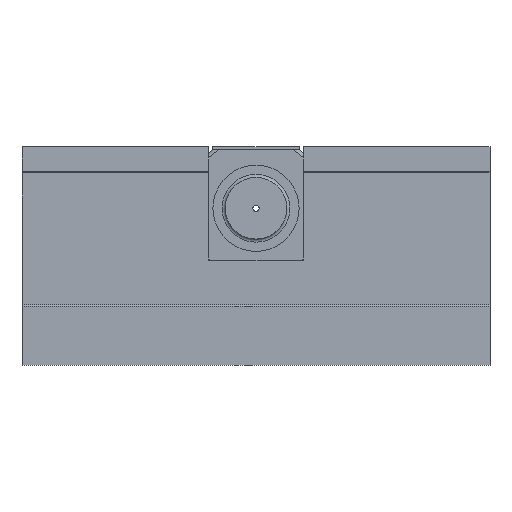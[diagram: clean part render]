
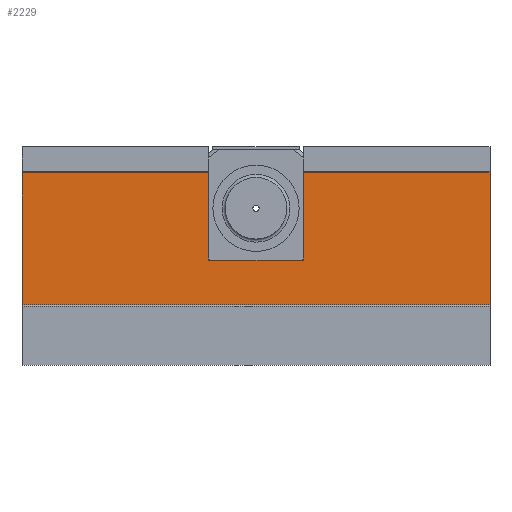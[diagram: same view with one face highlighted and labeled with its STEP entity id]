
A CAD part, front view. The second image highlights one B-rep face of the part: STEP entity #2229.
In plain terms, the highlighted planar face has unit normal (0, -1, 0).
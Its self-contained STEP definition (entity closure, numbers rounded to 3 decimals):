
#123=PLANE('',#2526);
#209=FACE_OUTER_BOUND('',#337,.T.);
#337=EDGE_LOOP('',(#1622,#1623,#1624,#1625,#1626,#1627,#1628,#1629));
#509=LINE('',#3541,#722);
#511=LINE('',#3547,#724);
#512=LINE('',#3549,#725);
#513=LINE('',#3551,#726);
#514=LINE('',#3553,#727);
#515=LINE('',#3555,#728);
#516=LINE('',#3557,#729);
#517=LINE('',#3558,#730);
#722=VECTOR('',#2855,10.);
#724=VECTOR('',#2861,10.);
#725=VECTOR('',#2862,10.);
#726=VECTOR('',#2863,10.);
#727=VECTOR('',#2864,10.);
#728=VECTOR('',#2865,10.);
#729=VECTOR('',#2866,10.);
#730=VECTOR('',#2867,10.);
#1030=VERTEX_POINT('',#3538);
#1031=VERTEX_POINT('',#3540);
#1033=VERTEX_POINT('',#3546);
#1034=VERTEX_POINT('',#3548);
#1035=VERTEX_POINT('',#3550);
#1036=VERTEX_POINT('',#3552);
#1037=VERTEX_POINT('',#3554);
#1038=VERTEX_POINT('',#3556);
#1264=EDGE_CURVE('',#1030,#1031,#509,.T.);
#1267=EDGE_CURVE('',#1030,#1033,#511,.T.);
#1268=EDGE_CURVE('',#1033,#1034,#512,.T.);
#1269=EDGE_CURVE('',#1034,#1035,#513,.T.);
#1270=EDGE_CURVE('',#1036,#1035,#514,.T.);
#1271=EDGE_CURVE('',#1037,#1036,#515,.T.);
#1272=EDGE_CURVE('',#1038,#1037,#516,.T.);
#1273=EDGE_CURVE('',#1031,#1038,#517,.T.);
#1622=ORIENTED_EDGE('',*,*,#1264,.F.);
#1623=ORIENTED_EDGE('',*,*,#1267,.T.);
#1624=ORIENTED_EDGE('',*,*,#1268,.T.);
#1625=ORIENTED_EDGE('',*,*,#1269,.T.);
#1626=ORIENTED_EDGE('',*,*,#1270,.F.);
#1627=ORIENTED_EDGE('',*,*,#1271,.F.);
#1628=ORIENTED_EDGE('',*,*,#1272,.F.);
#1629=ORIENTED_EDGE('',*,*,#1273,.F.);
#2229=ADVANCED_FACE('',(#209),#123,.T.);
#2526=AXIS2_PLACEMENT_3D('',#3545,#2859,#2860);
#2855=DIRECTION('',(1.,0.,0.));
#2859=DIRECTION('center_axis',(0.,-1.,0.));
#2860=DIRECTION('ref_axis',(0.,0.,-1.));
#2861=DIRECTION('',(0.,0.,-1.));
#2862=DIRECTION('',(-1.,0.,0.));
#2863=DIRECTION('',(0.,0.,1.));
#2864=DIRECTION('',(1.,0.,0.));
#2865=DIRECTION('',(0.,0.,1.));
#2866=DIRECTION('',(-1.,0.,0.));
#2867=DIRECTION('',(0.,0.,-1.));
#3538=CARTESIAN_POINT('',(3.85,-60.3,2.875));
#3540=CARTESIAN_POINT('',(19.,-60.3,2.875));
#3541=CARTESIAN_POINT('',(0.,-60.3,2.875));
#3545=CARTESIAN_POINT('Origin',(0.,-60.3,3.));
#3546=CARTESIAN_POINT('',(3.85,-60.3,-4.2));
#3547=CARTESIAN_POINT('',(3.85,-60.3,-0.6));
#3548=CARTESIAN_POINT('',(-3.85,-60.3,-4.2));
#3549=CARTESIAN_POINT('',(-1.925,-60.3,-4.2));
#3550=CARTESIAN_POINT('',(-3.85,-60.3,2.875));
#3551=CARTESIAN_POINT('',(-3.85,-60.3,4.));
#3552=CARTESIAN_POINT('',(-19.,-60.3,2.875));
#3553=CARTESIAN_POINT('',(0.,-60.3,2.875));
#3554=CARTESIAN_POINT('',(-19.,-60.3,-7.825));
#3555=CARTESIAN_POINT('',(-19.,-60.3,3.));
#3556=CARTESIAN_POINT('',(19.,-60.3,-7.825));
#3557=CARTESIAN_POINT('',(0.,-60.3,-7.825));
#3558=CARTESIAN_POINT('',(19.,-60.3,3.));
